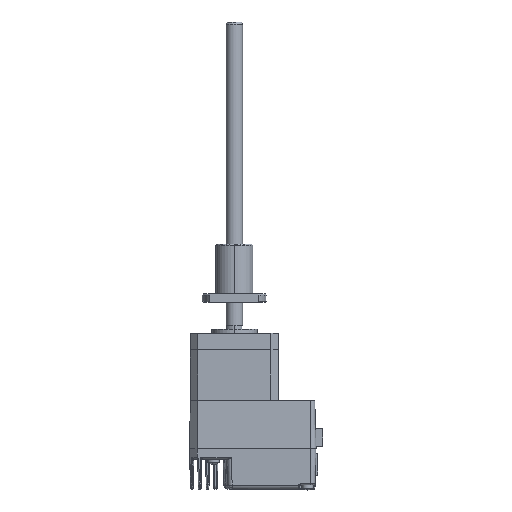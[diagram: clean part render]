
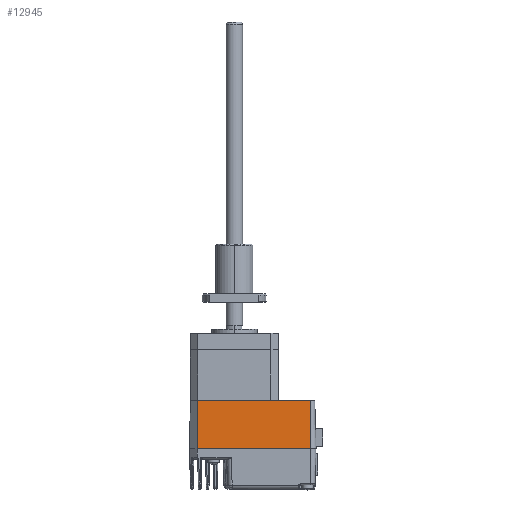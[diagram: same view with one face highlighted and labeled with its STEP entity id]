
A CAD part, top view. The second image highlights one B-rep face of the part: STEP entity #12945.
In plain terms, the highlighted planar face has unit normal (0, 0.026, 1).
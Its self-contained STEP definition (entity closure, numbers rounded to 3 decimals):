
#35 = LINE ( 'NONE', #897, #5236 ) ;
#310 = VERTEX_POINT ( 'NONE', #4547 ) ;
#897 = CARTESIAN_POINT ( 'NONE',  ( -14.081, -50.908, 75.65 ) ) ;
#1156 = DIRECTION ( 'NONE',  ( 1., 0., 0. ) ) ;
#2608 = EDGE_LOOP ( 'NONE', ( #17465, #15767, #9860, #15376 ) ) ;
#3133 = CARTESIAN_POINT ( 'NONE',  ( 40.319, -50.908, 75.65 ) ) ;
#3486 = VERTEX_POINT ( 'NONE', #9790 ) ;
#4547 = CARTESIAN_POINT ( 'NONE',  ( -14.081, -50.908, 75.65 ) ) ;
#4646 = DIRECTION ( 'NONE',  ( -0.011, -1., 0.026 ) ) ;
#5218 = AXIS2_PLACEMENT_3D ( 'NONE', #5488, #9652, #15275 ) ;
#5236 = VECTOR ( 'NONE', #7670, 1000. ) ;
#5488 = CARTESIAN_POINT ( 'NONE',  ( -14.081, -50.908, 75.65 ) ) ;
#7662 = CARTESIAN_POINT ( 'NONE',  ( -14.336, -74.408, 76.265 ) ) ;
#7670 = DIRECTION ( 'NONE',  ( -1., 0., 0. ) ) ;
#8278 = VECTOR ( 'NONE', #4646, 1000. ) ;
#8287 = EDGE_CURVE ( 'NONE', #17711, #3486, #16278, .T. ) ;
#8438 = VECTOR ( 'NONE', #15448, 1000. ) ;
#8897 = CARTESIAN_POINT ( 'NONE',  ( -14.081, -50.908, 75.65 ) ) ;
#8944 = VECTOR ( 'NONE', #1156, 1000. ) ;
#9229 = EDGE_CURVE ( 'NONE', #13081, #17711, #16344, .T. ) ;
#9628 = EDGE_CURVE ( 'NONE', #3486, #310, #35, .T. ) ;
#9652 = DIRECTION ( 'NONE',  ( 0., 0.026, 1. ) ) ;
#9790 = CARTESIAN_POINT ( 'NONE',  ( 40.319, -50.908, 75.65 ) ) ;
#9860 = ORIENTED_EDGE ( 'NONE', *, *, #9229, .T. ) ;
#9906 = EDGE_CURVE ( 'NONE', #310, #13081, #16974, .T. ) ;
#10877 = CARTESIAN_POINT ( 'NONE',  ( -14.081, -74.408, 76.265 ) ) ;
#11625 = CARTESIAN_POINT ( 'NONE',  ( 40.319, -74.408, 76.265 ) ) ;
#12945 = ADVANCED_FACE ( 'NONE', ( #16679 ), #13815, .T. ) ;
#13081 = VERTEX_POINT ( 'NONE', #7662 ) ;
#13815 = PLANE ( 'NONE',  #5218 ) ;
#15275 = DIRECTION ( 'NONE',  ( 0., -1., 0.026 ) ) ;
#15376 = ORIENTED_EDGE ( 'NONE', *, *, #8287, .T. ) ;
#15448 = DIRECTION ( 'NONE',  ( 0., 1., -0.026 ) ) ;
#15767 = ORIENTED_EDGE ( 'NONE', *, *, #9906, .T. ) ;
#16278 = LINE ( 'NONE', #3133, #8438 ) ;
#16344 = LINE ( 'NONE', #10877, #8944 ) ;
#16679 = FACE_OUTER_BOUND ( 'NONE', #2608, .T. ) ;
#16974 = LINE ( 'NONE', #8897, #8278 ) ;
#17465 = ORIENTED_EDGE ( 'NONE', *, *, #9628, .T. ) ;
#17711 = VERTEX_POINT ( 'NONE', #11625 ) ;
